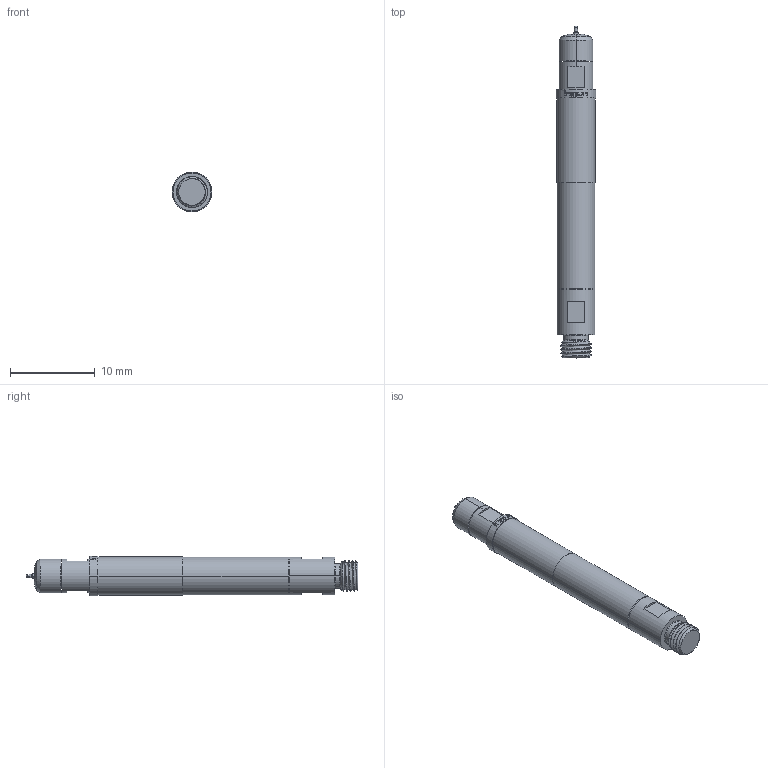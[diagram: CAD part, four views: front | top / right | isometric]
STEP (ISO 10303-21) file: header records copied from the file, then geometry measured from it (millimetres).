
FILE_DESCRIPTION (( 'STEP AP203' ), '1' );
FILE_NAME ('INGUN_HFS-890_313_040_A_xx43_MM8030.STEP', '2022-05-05T08:52:39', ( 'ochi' ), ( '' ), 'SwSTEP 2.0', 'SolidWorks 2018', '' );
FILE_SCHEMA (( 'CONFIG_CONTROL_DESIGN' ));
Length unit declared in the file: millimetre
Products named in the file (1): INGUN_HFS-890_313_040_A_xx43_MM8030
Bounding box: 4.7 x 39.2 x 4.7 mm (x, y, z)
Volume: 555.5 mm3; surface area: 579.3 mm2
Topology: 1 solids, 1 shells, 149 faces, 366 edges, 238 vertices
Faces by surface type: plane 55, cylinder 40, bspline 33, cone 15, torus 6
Entity records: 6970 total; most frequent: CARTESIAN_POINT 3802, ORIENTED_EDGE 732, DIRECTION 479, EDGE_CURVE 366, VERTEX_POINT 238, B_SPLINE_CURVE_WITH_KNOTS 211, AXIS2_PLACEMENT_3D 207, EDGE_LOOP 168
